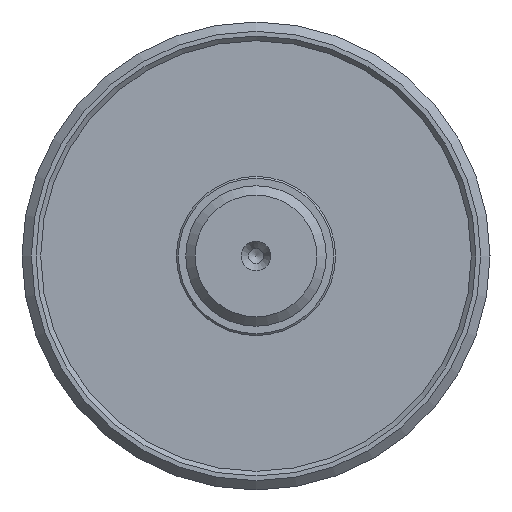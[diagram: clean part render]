
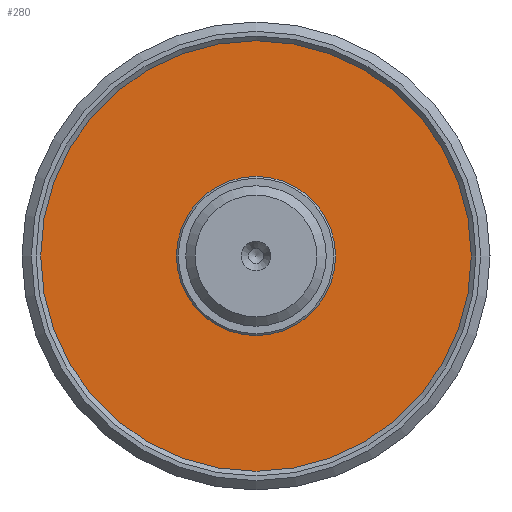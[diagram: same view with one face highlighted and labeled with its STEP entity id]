
A CAD part, left-side view. The second image highlights one B-rep face of the part: STEP entity #280.
In plain terms, the highlighted planar face has unit normal (-1, 0, 0).
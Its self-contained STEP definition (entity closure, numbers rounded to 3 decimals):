
#42=PLANE($,#318);
#66=FACE_BOUND($,#120,.T.);
#88=FACE_OUTER_BOUND($,#119,.T.);
#119=EDGE_LOOP($,(#234));
#120=EDGE_LOOP($,(#235));
#154=CIRCLE($,#312,8.5);
#157=CIRCLE($,#319,23.);
#177=VERTEX_POINT($,#477);
#180=VERTEX_POINT($,#487);
#200=EDGE_CURVE($,#177,#177,#154,.T.);
#203=EDGE_CURVE($,#180,#180,#157,.T.);
#234=ORIENTED_EDGE($,*,*,#203,.F.);
#235=ORIENTED_EDGE($,*,*,#200,.T.);
#280=ADVANCED_FACE($,(#88,#66),#42,.T.);
#312=AXIS2_PLACEMENT_3D($,#478,#378,#379);
#318=AXIS2_PLACEMENT_3D($,#486,#390,#391);
#319=AXIS2_PLACEMENT_3D($,#488,#392,#393);
#378=DIRECTION('center_axis',(1.,0.,0.));
#379=DIRECTION('ref_axis',(0.,1.,0.));
#390=DIRECTION('center_axis',(-1.,0.,0.));
#391=DIRECTION('ref_axis',(0.,0.,1.));
#392=DIRECTION('center_axis',(1.,0.,0.));
#393=DIRECTION('ref_axis',(0.,1.,0.));
#477=CARTESIAN_POINT('',(8.,8.5,0.));
#478=CARTESIAN_POINT('Origin',(8.,0.,0.));
#486=CARTESIAN_POINT('Origin',(8.,15.75,0.));
#487=CARTESIAN_POINT('',(8.,23.,0.));
#488=CARTESIAN_POINT('Origin',(8.,0.,0.));
